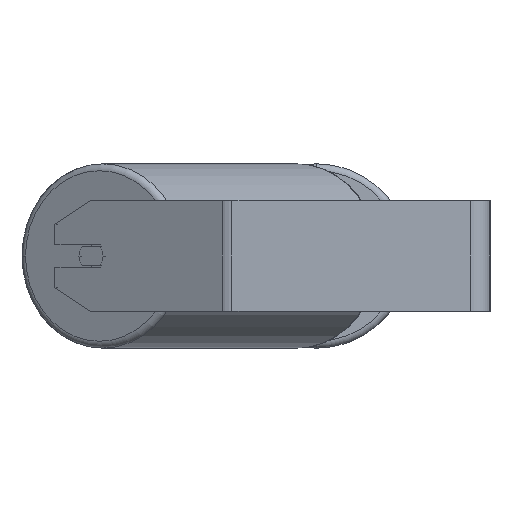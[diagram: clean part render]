
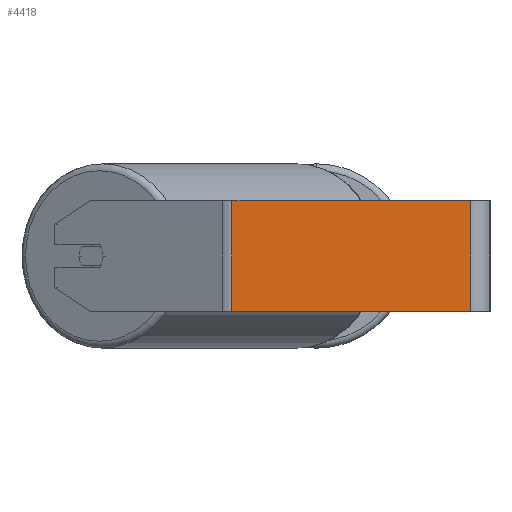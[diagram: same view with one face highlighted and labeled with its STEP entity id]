
A CAD part, left-side view. The second image highlights one B-rep face of the part: STEP entity #4418.
In plain terms, the highlighted planar face has unit normal (-1, 0, 0).
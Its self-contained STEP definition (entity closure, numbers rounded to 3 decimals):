
#411 = VECTOR ( 'NONE', #6857, 1000. ) ;
#530 = LINE ( 'NONE', #5977, #2548 ) ;
#632 = LINE ( 'NONE', #817, #2934 ) ;
#817 = CARTESIAN_POINT ( 'NONE',  ( -500., 186.083, 40. ) ) ;
#1018 = ORIENTED_EDGE ( 'NONE', *, *, #6539, .T. ) ;
#1219 = ORIENTED_EDGE ( 'NONE', *, *, #6869, .T. ) ;
#2054 = DIRECTION ( 'NONE',  ( 0., 0., -1. ) ) ;
#2073 = EDGE_LOOP ( 'NONE', ( #1219, #7375, #7919, #1018 ) ) ;
#2531 = CARTESIAN_POINT ( 'NONE',  ( -500., 189.835, -40. ) ) ;
#2548 = VECTOR ( 'NONE', #6648, 1000. ) ;
#2934 = VECTOR ( 'NONE', #2054, 1000. ) ;
#2943 = VERTEX_POINT ( 'NONE', #8237 ) ;
#3693 = PLANE ( 'NONE',  #8624 ) ;
#4176 = DIRECTION ( 'NONE',  ( 1., 0., 0. ) ) ;
#4269 = FACE_OUTER_BOUND ( 'NONE', #2073, .T. ) ;
#4418 = ADVANCED_FACE ( 'NONE', ( #4269 ), #3693, .F. ) ;
#4645 = EDGE_CURVE ( 'NONE', #2943, #8233, #530, .T. ) ;
#5227 = CARTESIAN_POINT ( 'NONE',  ( -500., 186.083, -40. ) ) ;
#5446 = CARTESIAN_POINT ( 'NONE',  ( -500., 14., 40. ) ) ;
#5620 = LINE ( 'NONE', #5446, #411 ) ;
#5721 = DIRECTION ( 'NONE',  ( 0., 0., -1. ) ) ;
#5780 = VERTEX_POINT ( 'NONE', #7984 ) ;
#5977 = CARTESIAN_POINT ( 'NONE',  ( -500., 189.835, 40. ) ) ;
#6383 = CARTESIAN_POINT ( 'NONE',  ( -500., 189.835, 40. ) ) ;
#6539 = EDGE_CURVE ( 'NONE', #2943, #7284, #632, .T. ) ;
#6590 = CARTESIAN_POINT ( 'NONE',  ( -500., 14., 40. ) ) ;
#6648 = DIRECTION ( 'NONE',  ( 0., -1., 0. ) ) ;
#6857 = DIRECTION ( 'NONE',  ( 0., 0., -1. ) ) ;
#6869 = EDGE_CURVE ( 'NONE', #7284, #5780, #8674, .T. ) ;
#6901 = VECTOR ( 'NONE', #7943, 1000. ) ;
#7284 = VERTEX_POINT ( 'NONE', #5227 ) ;
#7375 = ORIENTED_EDGE ( 'NONE', *, *, #8442, .F. ) ;
#7919 = ORIENTED_EDGE ( 'NONE', *, *, #4645, .F. ) ;
#7943 = DIRECTION ( 'NONE',  ( 0., -1., 0. ) ) ;
#7984 = CARTESIAN_POINT ( 'NONE',  ( -500., 14., -40. ) ) ;
#8233 = VERTEX_POINT ( 'NONE', #6590 ) ;
#8237 = CARTESIAN_POINT ( 'NONE',  ( -500., 186.083, 40. ) ) ;
#8442 = EDGE_CURVE ( 'NONE', #8233, #5780, #5620, .T. ) ;
#8624 = AXIS2_PLACEMENT_3D ( 'NONE', #6383, #4176, #5721 ) ;
#8674 = LINE ( 'NONE', #2531, #6901 ) ;
